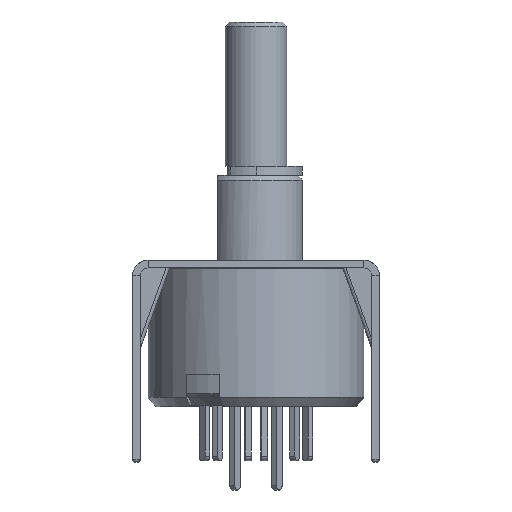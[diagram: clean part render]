
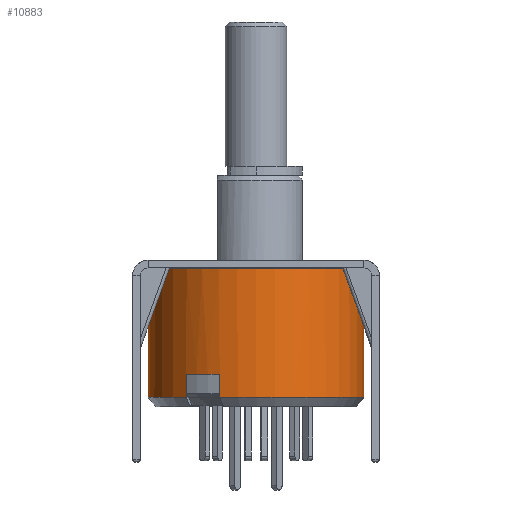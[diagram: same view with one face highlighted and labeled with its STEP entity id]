
A CAD part, front view. The second image highlights one B-rep face of the part: STEP entity #10883.
In plain terms, the highlighted cylindrical face has radius 7 mm (diameter 14 mm), a partial arc.
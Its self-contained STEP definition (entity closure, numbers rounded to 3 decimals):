
#164 = ORIENTED_EDGE ( 'NONE', *, *, #11439, .T. ) ;
#839 = CIRCLE ( 'NONE', #12703, 7. ) ;
#996 = EDGE_CURVE ( 'NONE', #5548, #12193, #2905, .T. ) ;
#1071 = AXIS2_PLACEMENT_3D ( 'NONE', #1943, #3089, #2969 ) ;
#1072 = ORIENTED_EDGE ( 'NONE', *, *, #2126, .F. ) ;
#1227 = CARTESIAN_POINT ( 'NONE',  ( 7., 0., -7.4 ) ) ;
#1377 = DIRECTION ( 'NONE',  ( -1., 0., 0. ) ) ;
#1705 = ORIENTED_EDGE ( 'NONE', *, *, #11935, .F. ) ;
#1709 = LINE ( 'NONE', #12942, #12068 ) ;
#1943 = CARTESIAN_POINT ( 'NONE',  ( 0., 0., 0.95 ) ) ;
#1996 = CIRCLE ( 'NONE', #1071, 7. ) ;
#2126 = EDGE_CURVE ( 'NONE', #12233, #8707, #839, .T. ) ;
#2151 = ORIENTED_EDGE ( 'NONE', *, *, #11764, .T. ) ;
#2329 = CARTESIAN_POINT ( 'NONE',  ( 0., 0., 9. ) ) ;
#2495 = DIRECTION ( 'NONE',  ( 0., 0., 1. ) ) ;
#2497 = CARTESIAN_POINT ( 'NONE',  ( -4.526, -5.34, 9. ) ) ;
#2755 = CARTESIAN_POINT ( 'NONE',  ( -2.361, -6.59, 9. ) ) ;
#2905 = LINE ( 'NONE', #2497, #11550 ) ;
#2969 = DIRECTION ( 'NONE',  ( -1., 0., 0. ) ) ;
#2970 = CYLINDRICAL_SURFACE ( 'NONE', #8184, 7. ) ;
#3089 = DIRECTION ( 'NONE',  ( 0., 0., -1. ) ) ;
#3260 = LINE ( 'NONE', #8384, #12676 ) ;
#3742 = CIRCLE ( 'NONE', #9543, 7. ) ;
#3775 = DIRECTION ( 'NONE',  ( 0., 0., -1. ) ) ;
#4061 = ORIENTED_EDGE ( 'NONE', *, *, #4647, .T. ) ;
#4470 = CARTESIAN_POINT ( 'NONE',  ( -2.361, -6.59, -5.9 ) ) ;
#4647 = EDGE_CURVE ( 'NONE', #12193, #7815, #3742, .T. ) ;
#5067 = AXIS2_PLACEMENT_3D ( 'NONE', #5787, #12167, #11913 ) ;
#5241 = DIRECTION ( 'NONE',  ( -1., 0., 0. ) ) ;
#5326 = CARTESIAN_POINT ( 'NONE',  ( 0., 0., -7.4 ) ) ;
#5409 = DIRECTION ( 'NONE',  ( 1., 0., 0. ) ) ;
#5548 = VERTEX_POINT ( 'NONE', #9166 ) ;
#5673 = EDGE_LOOP ( 'NONE', ( #1705, #2151, #11977, #12370, #12749, #4061, #164, #1072 ) ) ;
#5787 = CARTESIAN_POINT ( 'NONE',  ( 0., 0., -7.4 ) ) ;
#5973 = CARTESIAN_POINT ( 'NONE',  ( -2.361, -6.59, -7.4 ) ) ;
#6214 = CARTESIAN_POINT ( 'NONE',  ( -4.526, -5.34, -5.9 ) ) ;
#6252 = CIRCLE ( 'NONE', #5067, 7. ) ;
#6404 = CARTESIAN_POINT ( 'NONE',  ( 0., 0., -5.9 ) ) ;
#6428 = DIRECTION ( 'NONE',  ( 0., 0., -1. ) ) ;
#6798 = VERTEX_POINT ( 'NONE', #8177 ) ;
#7432 = DIRECTION ( 'NONE',  ( 0., 0., -1. ) ) ;
#7488 = VERTEX_POINT ( 'NONE', #12704 ) ;
#7676 = LINE ( 'NONE', #2755, #9657 ) ;
#7815 = VERTEX_POINT ( 'NONE', #4470 ) ;
#7853 = DIRECTION ( 'NONE',  ( 0., 0., -1. ) ) ;
#8177 = CARTESIAN_POINT ( 'NONE',  ( -7., 0., 0.95 ) ) ;
#8184 = AXIS2_PLACEMENT_3D ( 'NONE', #2329, #6428, #5241 ) ;
#8384 = CARTESIAN_POINT ( 'NONE',  ( 7., 0., 9. ) ) ;
#8707 = VERTEX_POINT ( 'NONE', #5973 ) ;
#9166 = CARTESIAN_POINT ( 'NONE',  ( -4.526, -5.34, -7.4 ) ) ;
#9242 = CARTESIAN_POINT ( 'NONE',  ( 7., 0., 0.95 ) ) ;
#9543 = AXIS2_PLACEMENT_3D ( 'NONE', #6404, #2495, #1377 ) ;
#9568 = FACE_OUTER_BOUND ( 'NONE', #5673, .T. ) ;
#9657 = VECTOR ( 'NONE', #3775, 1000. ) ;
#10030 = VERTEX_POINT ( 'NONE', #9242 ) ;
#10381 = DIRECTION ( 'NONE',  ( 0., 0., 1. ) ) ;
#10773 = EDGE_CURVE ( 'NONE', #6798, #7488, #1709, .T. ) ;
#10883 = ADVANCED_FACE ( 'NONE', ( #9568 ), #2970, .T. ) ;
#11223 = DIRECTION ( 'NONE',  ( 0., 0., -1. ) ) ;
#11439 = EDGE_CURVE ( 'NONE', #7815, #8707, #7676, .T. ) ;
#11550 = VECTOR ( 'NONE', #10381, 1000. ) ;
#11764 = EDGE_CURVE ( 'NONE', #10030, #6798, #1996, .T. ) ;
#11913 = DIRECTION ( 'NONE',  ( 1., 0., 0. ) ) ;
#11935 = EDGE_CURVE ( 'NONE', #10030, #12233, #3260, .T. ) ;
#11977 = ORIENTED_EDGE ( 'NONE', *, *, #10773, .T. ) ;
#11991 = EDGE_CURVE ( 'NONE', #5548, #7488, #6252, .T. ) ;
#12068 = VECTOR ( 'NONE', #7853, 1000. ) ;
#12167 = DIRECTION ( 'NONE',  ( 0., 0., -1. ) ) ;
#12193 = VERTEX_POINT ( 'NONE', #6214 ) ;
#12233 = VERTEX_POINT ( 'NONE', #1227 ) ;
#12370 = ORIENTED_EDGE ( 'NONE', *, *, #11991, .F. ) ;
#12676 = VECTOR ( 'NONE', #11223, 1000. ) ;
#12703 = AXIS2_PLACEMENT_3D ( 'NONE', #5326, #7432, #5409 ) ;
#12704 = CARTESIAN_POINT ( 'NONE',  ( -7., 0., -7.4 ) ) ;
#12749 = ORIENTED_EDGE ( 'NONE', *, *, #996, .T. ) ;
#12942 = CARTESIAN_POINT ( 'NONE',  ( -7., 0., 9. ) ) ;
